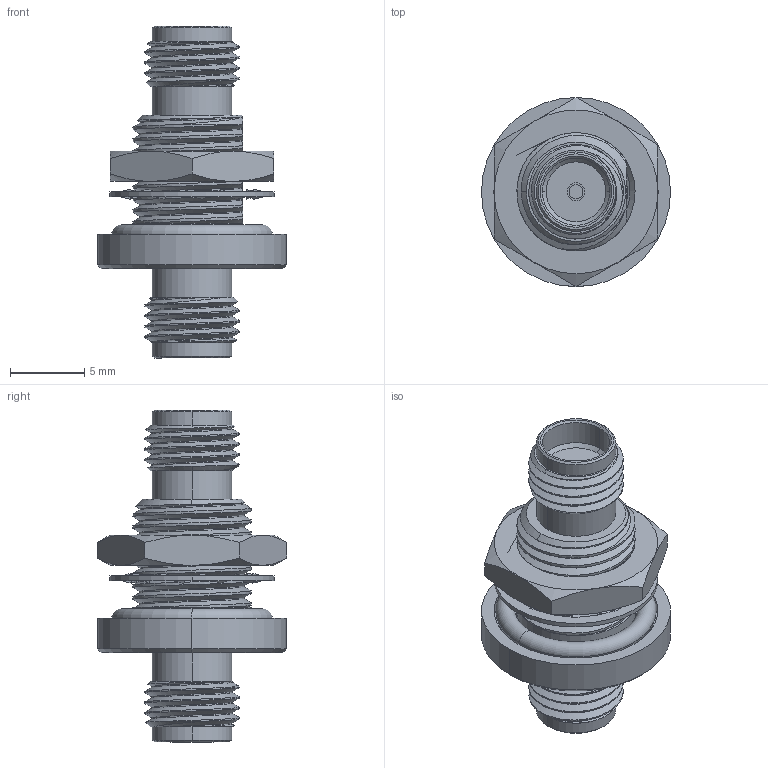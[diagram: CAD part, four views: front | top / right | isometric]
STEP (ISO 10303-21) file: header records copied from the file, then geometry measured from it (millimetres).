
FILE_DESCRIPTION (( 'STEP AP203' ), '1' );
FILE_NAME ('SM4918.step', '2018-07-10T19:34:22', ( '' ), ( '' ), 'SwSTEP 2.0', 'SolidWorks 2017', '' );
FILE_SCHEMA (( 'CONFIG_CONTROL_DESIGN' ));
Length unit declared in the file: inch
Products named in the file (1): SM4918
Bounding box: 12.7 x 12.7 x 22.3 mm (x, y, z)
Volume: 1002.8 mm3; surface area: 1502.5 mm2
Topology: 4 solids, 5 shells, 245 faces, 671 edges, 448 vertices
Faces by surface type: cylinder 80, bspline 80, cone 46, plane 35, torus 4
Entity records: 22541 total; most frequent: CARTESIAN_POINT 17123, ORIENTED_EDGE 1342, DIRECTION 821, EDGE_CURVE 671, VERTEX_POINT 448, AXIS2_PLACEMENT_3D 327, EDGE_LOOP 263, B_SPLINE_CURVE_WITH_KNOTS 247
